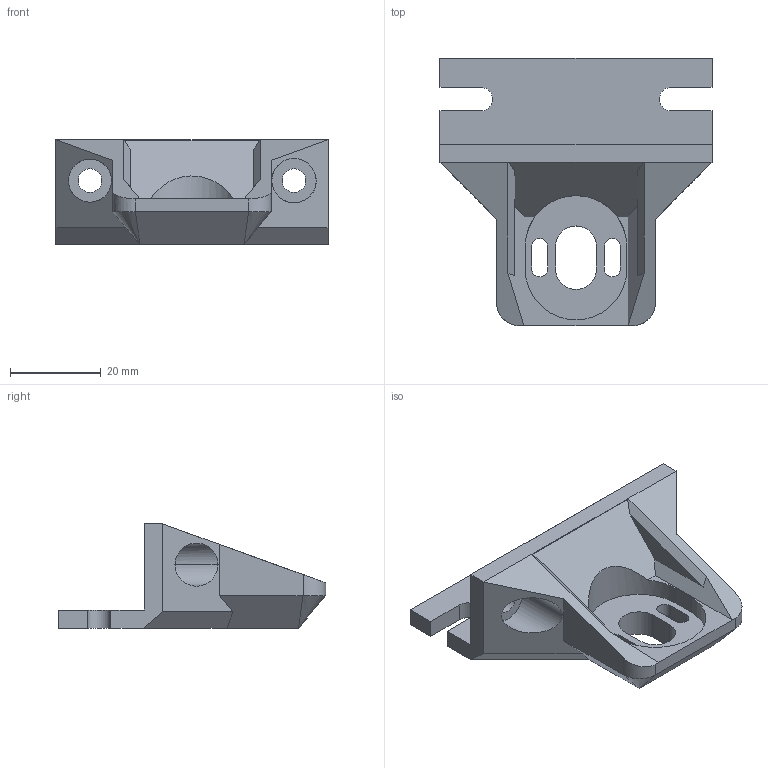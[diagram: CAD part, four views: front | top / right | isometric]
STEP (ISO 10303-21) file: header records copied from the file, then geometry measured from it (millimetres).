
FILE_DESCRIPTION(('CATIA V5 STEP Exchange'),'2;1');
FILE_NAME('HYPERCUBE-EVO-0026_NGEN V2.stp','2020-05-20T17:28:49+00:00',('none'),('none'),'CATIA Version 5 Release 21 GA (IN-10)','CATIA V5 STEP AP203','none');
FILE_SCHEMA(('CONFIG_CONTROL_DESIGN'));
Length unit declared in the file: millimetre
Products named in the file (1): HYPERCUBE-EVO-0026_NGEN
Bounding box: 60 x 59 x 23 mm (x, y, z)
Volume: 23186.6 mm3; surface area: 9950.9 mm2
Topology: 1 solids, 1 shells, 89 faces, 243 edges, 160 vertices
Faces by surface type: plane 67, cylinder 20, bspline 2
Entity records: 3064 total; most frequent: CARTESIAN_POINT 892, ORIENTED_EDGE 486, DIRECTION 347, EDGE_CURVE 243, VECTOR 180, LINE 180, VERTEX_POINT 160, EDGE_LOOP 103
